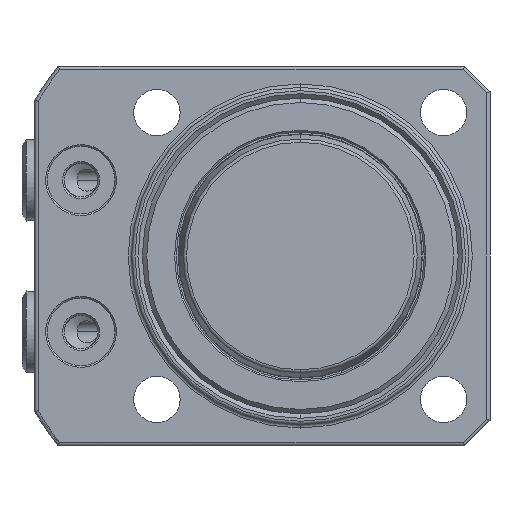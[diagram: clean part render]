
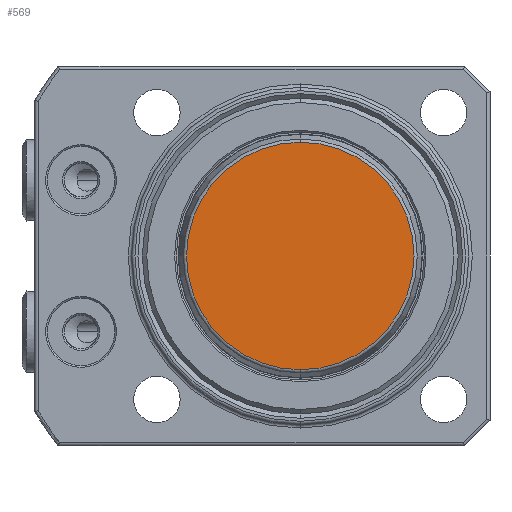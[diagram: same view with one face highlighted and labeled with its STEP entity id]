
A CAD part, front view. The second image highlights one B-rep face of the part: STEP entity #569.
In plain terms, the highlighted planar face has unit normal (0, -1, 0).
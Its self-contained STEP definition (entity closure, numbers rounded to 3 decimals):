
#569 = ADVANCED_FACE ( 'NONE', ( #6251 ), #1553, .F. ) ;
#1553 = PLANE ( 'NONE',  #6277 ) ;
#1554 = CARTESIAN_POINT ( 'NONE',  ( 0., 0., 0. ) ) ;
#1555 = DIRECTION ( 'NONE',  ( 0., 1., 0. ) ) ;
#1556 = DIRECTION ( 'NONE',  ( 0., 0., 1. ) ) ;
#2377 = EDGE_LOOP ( 'NONE', ( #3376, #3374 ) ) ;
#3374 = ORIENTED_EDGE ( 'NONE', *, *, #7514, .T. ) ;
#3376 = ORIENTED_EDGE ( 'NONE', *, *, #7525, .T. ) ;
#4077 = VERTEX_POINT ( 'NONE', #5240 ) ;
#4078 = VERTEX_POINT ( 'NONE', #5241 ) ;
#4768 = CARTESIAN_POINT ( 'NONE',  ( 0., 0., 0. ) ) ;
#4769 = DIRECTION ( 'NONE',  ( 0., -1., 0. ) ) ;
#4770 = DIRECTION ( 'NONE',  ( 0., 0., 1. ) ) ;
#4801 = CARTESIAN_POINT ( 'NONE',  ( 0., 0., 0. ) ) ;
#4802 = DIRECTION ( 'NONE',  ( 0., -1., 0. ) ) ;
#4803 = DIRECTION ( 'NONE',  ( 0., 0., 1. ) ) ;
#5240 = CARTESIAN_POINT ( 'NONE',  ( 0., 0., 13.492 ) ) ;
#5241 = CARTESIAN_POINT ( 'NONE',  ( 0., 0., -13.492 ) ) ;
#5830 = AXIS2_PLACEMENT_3D ( 'NONE', #4801, #4802, #4803 ) ;
#5834 = AXIS2_PLACEMENT_3D ( 'NONE', #4768, #4769, #4770 ) ;
#6251 = FACE_OUTER_BOUND ( 'NONE', #2377, .T. ) ;
#6277 = AXIS2_PLACEMENT_3D ( 'NONE', #1554, #1555, #1556 ) ;
#6802 = CIRCLE ( 'NONE', #5830, 13.492 ) ;
#6828 = CIRCLE ( 'NONE', #5834, 13.492 ) ;
#7514 = EDGE_CURVE ( 'NONE', #4078, #4077, #6828, .T. ) ;
#7525 = EDGE_CURVE ( 'NONE', #4077, #4078, #6802, .T. ) ;
